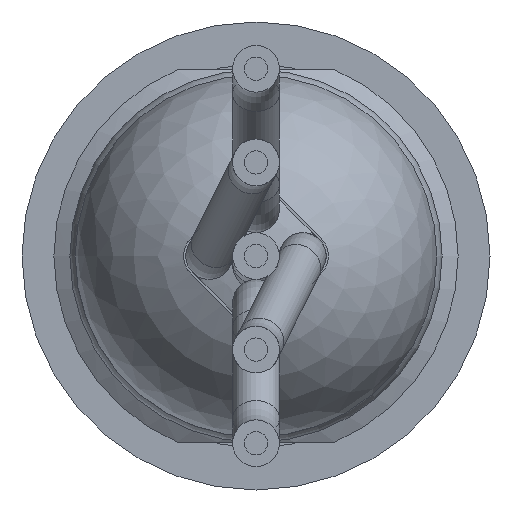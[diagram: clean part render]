
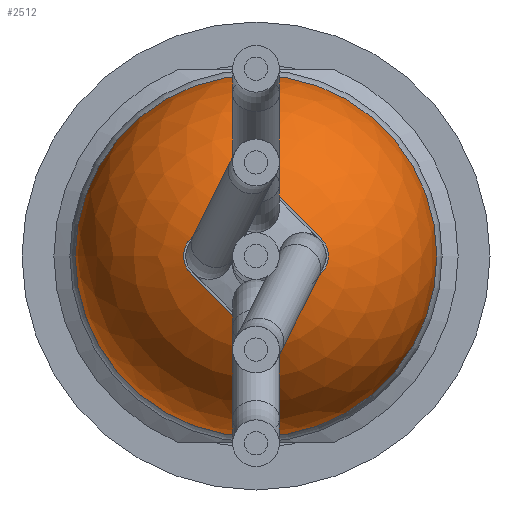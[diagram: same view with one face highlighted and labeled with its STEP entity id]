
A CAD part, front view. The second image highlights one B-rep face of the part: STEP entity #2512.
In plain terms, the highlighted spherical face has radius 8.5 mm.
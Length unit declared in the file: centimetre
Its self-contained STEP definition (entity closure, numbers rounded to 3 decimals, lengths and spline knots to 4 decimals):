
#15=SPHERICAL_SURFACE('',#2739,0.85);
#209=FACE_OUTER_BOUND('',#352,.T.);
#352=EDGE_LOOP('',(#2156,#2157,#2158,#2159,#2160,#2161,#2162,#2163,#2164,
#2165,#2166,#2167,#2168));
#467=CIRCLE('',#2713,0.8041);
#469=CIRCLE('',#2717,0.8041);
#474=CIRCLE('',#2727,0.8041);
#476=CIRCLE('',#2731,0.8041);
#481=CIRCLE('',#2740,0.85);
#482=CIRCLE('',#2741,0.85);
#483=CIRCLE('',#2742,0.85);
#570=B_SPLINE_CURVE_WITH_KNOTS('',3,(#4245,#4246,#4247,#4248,#4249,#4250,
#4251,#4252,#4253,#4254),.UNSPECIFIED.,.F.,.F.,(4,2,2,2,4),(0.,0.0456,
0.0911,0.1367,0.1823),.UNSPECIFIED.);
#571=B_SPLINE_CURVE_WITH_KNOTS('',3,(#4268,#4269,#4270,#4271,#4272,#4273,
#4274,#4275,#4276,#4277),.UNSPECIFIED.,.F.,.F.,(4,2,2,2,4),(0.,0.0456,
0.0911,0.1367,0.1823),.UNSPECIFIED.);
#572=B_SPLINE_CURVE_WITH_KNOTS('',3,(#4319,#4320,#4321,#4322,#4323,#4324),
 .UNSPECIFIED.,.F.,.F.,(4,2,4),(0.,0.0456,0.0911),
 .UNSPECIFIED.);
#573=B_SPLINE_CURVE_WITH_KNOTS('',3,(#4329,#4330,#4331,#4332,#4333,#4334),
 .UNSPECIFIED.,.F.,.F.,(4,2,4),(0.0911,0.1367,0.1823),
 .UNSPECIFIED.);
#574=B_SPLINE_CURVE_WITH_KNOTS('',3,(#4342,#4343,#4344,#4345,#4346,#4347,
#4348,#4349,#4350,#4351),.UNSPECIFIED.,.F.,.F.,(4,2,2,2,4),(0.,0.0456,
0.0911,0.1367,0.1823),.UNSPECIFIED.);
#1158=VERTEX_POINT('',#4243);
#1159=VERTEX_POINT('',#4244);
#1162=VERTEX_POINT('',#4261);
#1164=VERTEX_POINT('',#4267);
#1166=VERTEX_POINT('',#4282);
#1176=VERTEX_POINT('',#4312);
#1178=VERTEX_POINT('',#4318);
#1180=VERTEX_POINT('',#4327);
#1181=VERTEX_POINT('',#4336);
#1184=VERTEX_POINT('',#4382);
#1185=VERTEX_POINT('',#4384);
#1484=EDGE_CURVE('',#1158,#1159,#570,.T.);
#1488=EDGE_CURVE('',#1162,#1158,#467,.T.);
#1491=EDGE_CURVE('',#1164,#1162,#571,.T.);
#1494=EDGE_CURVE('',#1166,#1164,#469,.T.);
#1509=EDGE_CURVE('',#1159,#1176,#474,.T.);
#1512=EDGE_CURVE('',#1176,#1178,#572,.T.);
#1515=EDGE_CURVE('',#1178,#1180,#573,.T.);
#1516=EDGE_CURVE('',#1180,#1181,#476,.T.);
#1519=EDGE_CURVE('',#1181,#1166,#574,.T.);
#1527=EDGE_CURVE('',#1178,#1184,#481,.T.);
#1528=EDGE_CURVE('',#1184,#1185,#482,.T.);
#1529=EDGE_CURVE('',#1185,#1184,#483,.T.);
#2156=ORIENTED_EDGE('',*,*,#1494,.T.);
#2157=ORIENTED_EDGE('',*,*,#1491,.T.);
#2158=ORIENTED_EDGE('',*,*,#1488,.T.);
#2159=ORIENTED_EDGE('',*,*,#1484,.T.);
#2160=ORIENTED_EDGE('',*,*,#1509,.T.);
#2161=ORIENTED_EDGE('',*,*,#1512,.T.);
#2162=ORIENTED_EDGE('',*,*,#1527,.T.);
#2163=ORIENTED_EDGE('',*,*,#1528,.T.);
#2164=ORIENTED_EDGE('',*,*,#1529,.T.);
#2165=ORIENTED_EDGE('',*,*,#1527,.F.);
#2166=ORIENTED_EDGE('',*,*,#1515,.T.);
#2167=ORIENTED_EDGE('',*,*,#1516,.T.);
#2168=ORIENTED_EDGE('',*,*,#1519,.T.);
#2512=ADVANCED_FACE('',(#209),#15,.T.);
#2713=AXIS2_PLACEMENT_3D('',#4262,#3274,#3275);
#2717=AXIS2_PLACEMENT_3D('',#4283,#3285,#3286);
#2727=AXIS2_PLACEMENT_3D('',#4313,#3315,#3316);
#2731=AXIS2_PLACEMENT_3D('',#4337,#3326,#3327);
#2739=AXIS2_PLACEMENT_3D('',#4381,#3344,#3345);
#2740=AXIS2_PLACEMENT_3D('',#4383,#3346,#3347);
#2741=AXIS2_PLACEMENT_3D('',#4385,#3348,#3349);
#2742=AXIS2_PLACEMENT_3D('',#4386,#3350,#3351);
#3274=DIRECTION('center_axis',(0.707,0.,
-0.707));
#3275=DIRECTION('ref_axis',(0.,-1.,0.));
#3285=DIRECTION('center_axis',(0.707,0.,0.707));
#3286=DIRECTION('ref_axis',(0.,1.,0.));
#3315=DIRECTION('center_axis',(-0.707,0.,
-0.707));
#3316=DIRECTION('ref_axis',(0.,-1.,0.));
#3326=DIRECTION('center_axis',(-0.707,0.,
0.707));
#3327=DIRECTION('ref_axis',(0.,1.,0.));
#3344=DIRECTION('center_axis',(0.,-1.,0.));
#3345=DIRECTION('ref_axis',(1.,0.,0.));
#3346=DIRECTION('center_axis',(0.,0.,
-1.));
#3347=DIRECTION('ref_axis',(-1.,0.,0.));
#3348=DIRECTION('center_axis',(0.,-1.,0.));
#3349=DIRECTION('ref_axis',(0.,0.,-1.));
#3350=DIRECTION('center_axis',(0.,-1.,0.));
#3351=DIRECTION('ref_axis',(0.,0.,-1.));
#4243=CARTESIAN_POINT('',(0.0849,-1.1889,-0.3048));
#4244=CARTESIAN_POINT('',(-0.0849,-1.1889,-0.3048));
#4245=CARTESIAN_POINT('Ctrl Pts',(0.0849,-1.1889,
-0.3048));
#4246=CARTESIAN_POINT('Ctrl Pts',(0.0743,-1.186,
-0.3154));
#4247=CARTESIAN_POINT('Ctrl Pts',(0.0609,-1.1834,
-0.3246));
#4248=CARTESIAN_POINT('Ctrl Pts',(0.0313,-1.1799,
-0.3369));
#4249=CARTESIAN_POINT('Ctrl Pts',(0.0152,-1.179,
-0.34));
#4250=CARTESIAN_POINT('Ctrl Pts',(-0.0152,-1.179,
-0.34));
#4251=CARTESIAN_POINT('Ctrl Pts',(-0.0313,-1.1799,-0.3369));
#4252=CARTESIAN_POINT('Ctrl Pts',(-0.0609,-1.1834,
-0.3246));
#4253=CARTESIAN_POINT('Ctrl Pts',(-0.0743,-1.186,
-0.3154));
#4254=CARTESIAN_POINT('Ctrl Pts',(-0.0849,-1.1889,
-0.3048));
#4261=CARTESIAN_POINT('',(0.3048,-1.1889,-0.0849));
#4262=CARTESIAN_POINT('Origin',(0.1948,-0.4,-0.1948));
#4267=CARTESIAN_POINT('',(0.3048,-1.1889,0.0849));
#4268=CARTESIAN_POINT('Ctrl Pts',(0.3048,-1.1889,0.0849));
#4269=CARTESIAN_POINT('Ctrl Pts',(0.3154,-1.186,0.0743));
#4270=CARTESIAN_POINT('Ctrl Pts',(0.3246,-1.1834,0.0609));
#4271=CARTESIAN_POINT('Ctrl Pts',(0.3369,-1.1799,0.0313));
#4272=CARTESIAN_POINT('Ctrl Pts',(0.34,-1.179,0.0152));
#4273=CARTESIAN_POINT('Ctrl Pts',(0.34,-1.179,-0.0152));
#4274=CARTESIAN_POINT('Ctrl Pts',(0.3369,-1.1799,-0.0313));
#4275=CARTESIAN_POINT('Ctrl Pts',(0.3246,-1.1834,-0.0609));
#4276=CARTESIAN_POINT('Ctrl Pts',(0.3154,-1.186,-0.0743));
#4277=CARTESIAN_POINT('Ctrl Pts',(0.3048,-1.1889,-0.0849));
#4282=CARTESIAN_POINT('',(0.0849,-1.1889,0.3048));
#4283=CARTESIAN_POINT('Origin',(0.1948,-0.4,0.1948));
#4312=CARTESIAN_POINT('',(-0.3048,-1.1889,-0.0849));
#4313=CARTESIAN_POINT('Origin',(-0.1948,-0.4,-0.1948));
#4318=CARTESIAN_POINT('',(-0.34,-1.179,0.));
#4319=CARTESIAN_POINT('Ctrl Pts',(-0.3048,-1.1889,-0.0849));
#4320=CARTESIAN_POINT('Ctrl Pts',(-0.3154,-1.186,
-0.0743));
#4321=CARTESIAN_POINT('Ctrl Pts',(-0.3246,-1.1834,
-0.0609));
#4322=CARTESIAN_POINT('Ctrl Pts',(-0.3369,-1.1799,
-0.0313));
#4323=CARTESIAN_POINT('Ctrl Pts',(-0.34,-1.179,
-0.0152));
#4324=CARTESIAN_POINT('Ctrl Pts',(-0.34,-1.179,
0.));
#4327=CARTESIAN_POINT('',(-0.3048,-1.1889,0.0849));
#4329=CARTESIAN_POINT('Ctrl Pts',(-0.34,-1.179,
0.));
#4330=CARTESIAN_POINT('Ctrl Pts',(-0.34,-1.179,0.0152));
#4331=CARTESIAN_POINT('Ctrl Pts',(-0.3369,-1.1799,0.0313));
#4332=CARTESIAN_POINT('Ctrl Pts',(-0.3246,-1.1834,
0.0609));
#4333=CARTESIAN_POINT('Ctrl Pts',(-0.3154,-1.186,0.0743));
#4334=CARTESIAN_POINT('Ctrl Pts',(-0.3048,-1.1889,
0.0849));
#4336=CARTESIAN_POINT('',(-0.0849,-1.1889,0.3048));
#4337=CARTESIAN_POINT('Origin',(-0.1948,-0.4,0.1948));
#4342=CARTESIAN_POINT('Ctrl Pts',(-0.0849,-1.1889,0.3048));
#4343=CARTESIAN_POINT('Ctrl Pts',(-0.0743,-1.186,
0.3154));
#4344=CARTESIAN_POINT('Ctrl Pts',(-0.0609,-1.1834,
0.3246));
#4345=CARTESIAN_POINT('Ctrl Pts',(-0.0313,-1.1799,
0.3369));
#4346=CARTESIAN_POINT('Ctrl Pts',(-0.0152,-1.179,
0.34));
#4347=CARTESIAN_POINT('Ctrl Pts',(0.0152,-1.179,0.34));
#4348=CARTESIAN_POINT('Ctrl Pts',(0.0313,-1.1799,
0.3369));
#4349=CARTESIAN_POINT('Ctrl Pts',(0.0609,-1.1834,
0.3246));
#4350=CARTESIAN_POINT('Ctrl Pts',(0.0743,-1.186,0.3154));
#4351=CARTESIAN_POINT('Ctrl Pts',(0.0849,-1.1889,
0.3048));
#4381=CARTESIAN_POINT('Origin',(0.,-0.4,
0.));
#4382=CARTESIAN_POINT('',(-0.85,-0.4,0.));
#4383=CARTESIAN_POINT('Origin',(0.,-0.4,
0.));
#4384=CARTESIAN_POINT('',(0.,-0.4,0.85));
#4385=CARTESIAN_POINT('Origin',(0.,-0.4,
0.));
#4386=CARTESIAN_POINT('Origin',(0.,-0.4,
0.));
